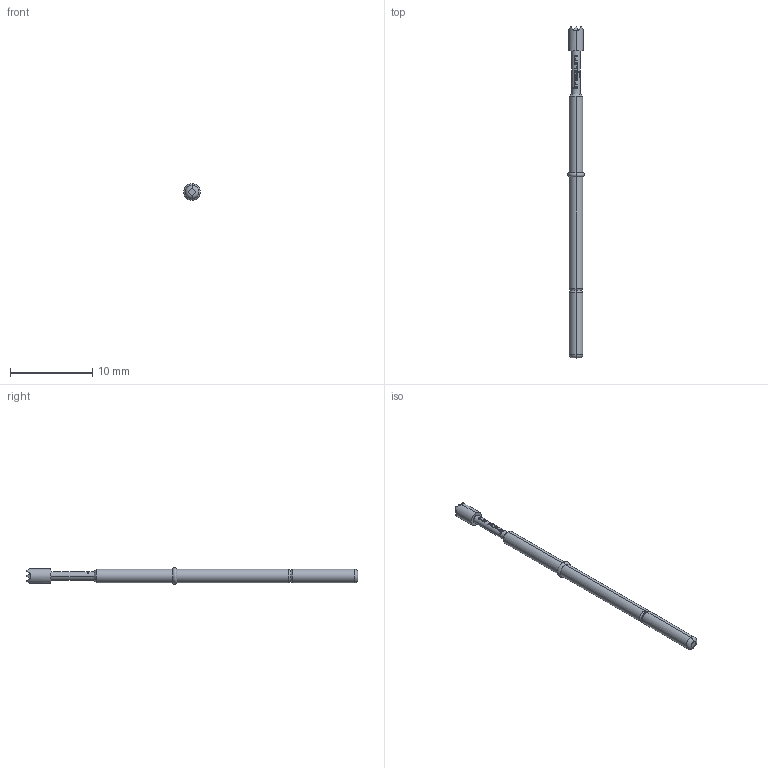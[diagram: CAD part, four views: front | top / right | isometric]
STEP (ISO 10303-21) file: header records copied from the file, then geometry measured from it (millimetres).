
FILE_DESCRIPTION (( 'STEP AP203' ), '1' );
FILE_NAME ('INGUN_GKS-112_306_180_X_xx10_0.STEP', '2016-12-02T12:27:40', ( '' ), ( '' ), 'SwSTEP 2.0', 'SolidWorks 2016', '' );
FILE_SCHEMA (( 'CONFIG_CONTROL_DESIGN' ));
Length unit declared in the file: millimetre
Products named in the file (1): INGUN_GKS-112_306_180_X_xx10_0
Bounding box: 2.03 x 40.3 x 2.03 mm (x, y, z)
Volume: 79.2 mm3; surface area: 208.3 mm2
Topology: 1 solids, 1 shells, 127 faces, 308 edges, 191 vertices
Faces by surface type: plane 79, bspline 22, cylinder 16, torus 8, cone 2
Entity records: 4009 total; most frequent: CARTESIAN_POINT 1237, ORIENTED_EDGE 616, DIRECTION 476, EDGE_CURVE 308, VERTEX_POINT 191, AXIS2_PLACEMENT_3D 178, EDGE_LOOP 135, FACE_OUTER_BOUND 127
